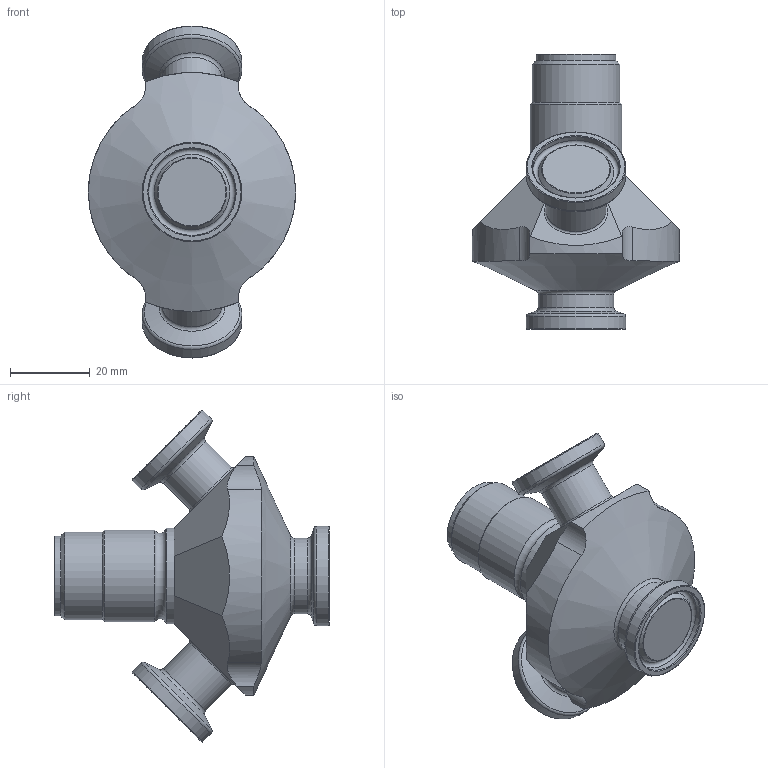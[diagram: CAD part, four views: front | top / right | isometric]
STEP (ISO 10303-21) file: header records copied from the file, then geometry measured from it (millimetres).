
FILE_DESCRIPTION(/* description */ (''),/* implementation_level */ '2;1');
FILE_NAME(/* name */ '850039.stp',/* time_stamp */ '2022-05-31T15:08:51+02:00',/* author */ ('rasmus'),/* organization */ (''),/* preprocessor_version */ 'ST-DEVELOPER v18.1',/* originating_system */ 'Autodesk Inventor 2022',/* authorisation */ '');
FILE_SCHEMA (('AUTOMOTIVE_DESIGN { 1 0 10303 214 3 1 1 }'));
Length unit declared in the file: millimetre
Products named in the file (2): 850039; 850039_Simplify_1
Assembly tree (1 placements, depth 2):
  850039
    850039_Simplify_1
Bounding box: 52 x 69 x 83.34 mm (x, y, z)
Volume: 66073.8 mm3; surface area: 13159.9 mm2
Topology: 1 solids, 1 shells, 68 faces, 173 edges, 113 vertices
Faces by surface type: torus 22, cylinder 21, plane 16, cone 9
Full cylindrical faces by diameter (mm): 15 x2, 19 x1, 20 x1, 21.8 x3, 22 x1, 23 x1, 24 x1, 25 x3
Entity records: 2215 total; most frequent: DIRECTION 434, CARTESIAN_POINT 393, ORIENTED_EDGE 346, AXIS2_PLACEMENT_3D 194, EDGE_CURVE 173, VERTEX_POINT 113, CIRCLE 107, EDGE_LOOP 74
